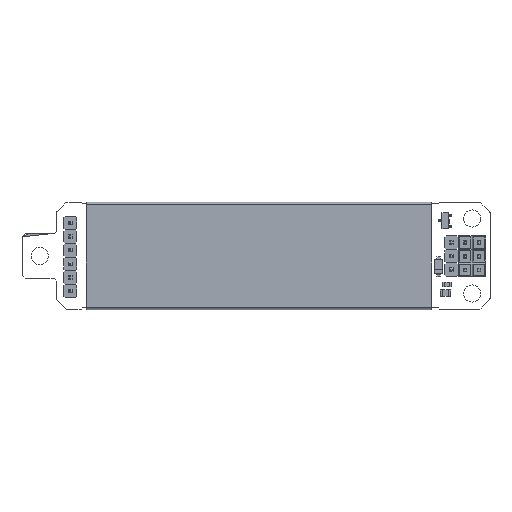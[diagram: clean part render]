
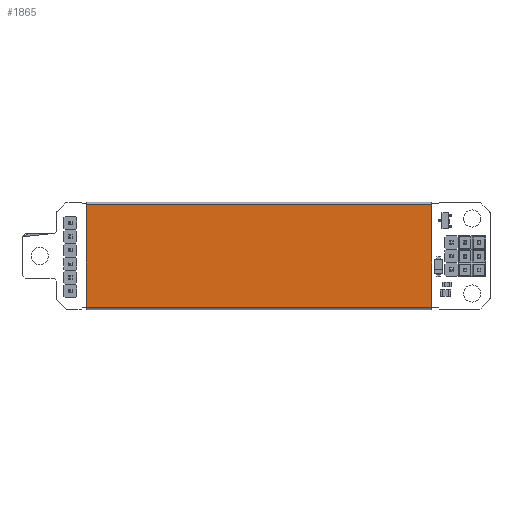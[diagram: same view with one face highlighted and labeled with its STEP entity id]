
A CAD part, top view. The second image highlights one B-rep face of the part: STEP entity #1865.
In plain terms, the highlighted planar face has unit normal (0, 0, 1).
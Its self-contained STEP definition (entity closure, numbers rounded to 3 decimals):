
#1837 = VERTEX_POINT('',#1838);
#1838 = CARTESIAN_POINT('',(59.503,60.408,
    3.688));
#1845 = EDGE_CURVE('',#1837,#1846,#1848,.T.);
#1846 = VERTEX_POINT('',#1847);
#1847 = CARTESIAN_POINT('',(124.003,60.408,
    3.688));
#1848 = LINE('',#1849,#1850);
#1849 = CARTESIAN_POINT('',(59.503,60.408,
    3.688));
#1850 = VECTOR('',#1851,1.);
#1851 = DIRECTION('',(1.,0.,0.));
#1865 = ADVANCED_FACE('',(#1866),#1891,.F.);
#1866 = FACE_BOUND('',#1867,.F.);
#1867 = EDGE_LOOP('',(#1868,#1869,#1877,#1885));
#1868 = ORIENTED_EDGE('',*,*,#1845,.T.);
#1869 = ORIENTED_EDGE('',*,*,#1870,.T.);
#1870 = EDGE_CURVE('',#1846,#1871,#1873,.T.);
#1871 = VERTEX_POINT('',#1872);
#1872 = CARTESIAN_POINT('',(124.003,41.208,
    3.688));
#1873 = LINE('',#1874,#1875);
#1874 = CARTESIAN_POINT('',(124.003,60.408,
    3.688));
#1875 = VECTOR('',#1876,1.);
#1876 = DIRECTION('',(0.,-1.,0.));
#1877 = ORIENTED_EDGE('',*,*,#1878,.F.);
#1878 = EDGE_CURVE('',#1879,#1871,#1881,.T.);
#1879 = VERTEX_POINT('',#1880);
#1880 = CARTESIAN_POINT('',(59.503,41.208,
    3.688));
#1881 = LINE('',#1882,#1883);
#1882 = CARTESIAN_POINT('',(59.503,41.208,
    3.688));
#1883 = VECTOR('',#1884,1.);
#1884 = DIRECTION('',(1.,0.,0.));
#1885 = ORIENTED_EDGE('',*,*,#1886,.F.);
#1886 = EDGE_CURVE('',#1837,#1879,#1887,.T.);
#1887 = LINE('',#1888,#1889);
#1888 = CARTESIAN_POINT('',(59.503,60.408,
    3.688));
#1889 = VECTOR('',#1890,1.);
#1890 = DIRECTION('',(0.,-1.,0.));
#1891 = PLANE('',#1892);
#1892 = AXIS2_PLACEMENT_3D('',#1893,#1894,#1895);
#1893 = CARTESIAN_POINT('',(59.503,60.408,
    3.688));
#1894 = DIRECTION('',(0.,0.,-1.));
#1895 = DIRECTION('',(0.,-1.,0.));
